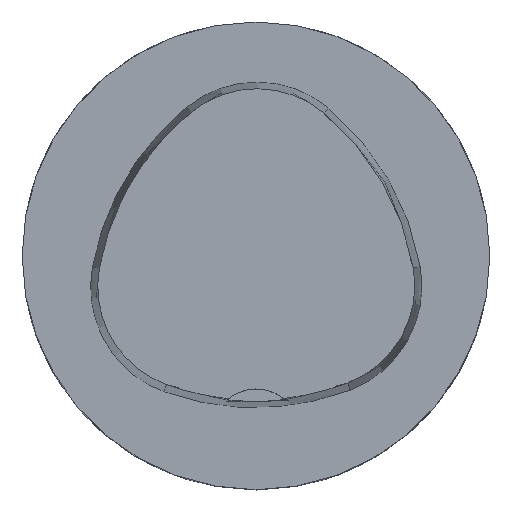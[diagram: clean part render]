
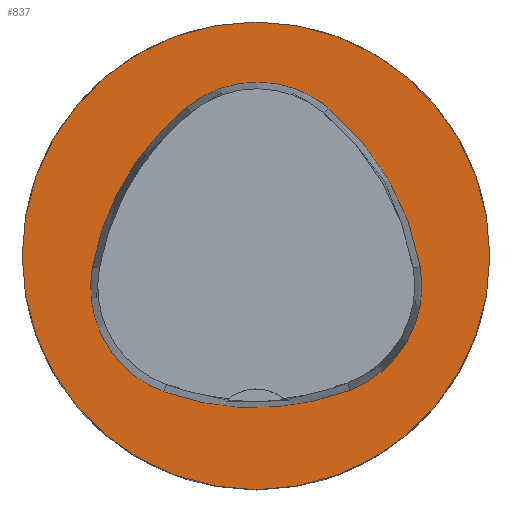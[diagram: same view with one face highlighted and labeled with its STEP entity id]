
A CAD part, top view. The second image highlights one B-rep face of the part: STEP entity #837.
In plain terms, the highlighted planar face has unit normal (0, 0, 1).
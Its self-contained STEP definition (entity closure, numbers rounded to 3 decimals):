
#250=FACE_BOUND('',#1804,.T.);
#251=FACE_BOUND('',#1805,.T.);
#383=CIRCLE('',#7016,31.5);
#384=CIRCLE('',#7022,36.);
#386=CIRCLE('',#7025,15.);
#388=CIRCLE('',#7028,36.);
#390=CIRCLE('',#7031,15.);
#394=CIRCLE('',#7036,36.);
#396=CIRCLE('',#7039,15.);
#837=ADVANCED_FACE('',(#250,#251),#1183,.T.);
#1183=PLANE('',#7044);
#1804=EDGE_LOOP('',(#2895,#2896,#2897,#2898,#2899,#2900));
#1805=EDGE_LOOP('',(#2901));
#2895=ORIENTED_EDGE('',*,*,#5224,.T.);
#2896=ORIENTED_EDGE('',*,*,#5204,.T.);
#2897=ORIENTED_EDGE('',*,*,#5208,.T.);
#2898=ORIENTED_EDGE('',*,*,#5211,.T.);
#2899=ORIENTED_EDGE('',*,*,#5214,.T.);
#2900=ORIENTED_EDGE('',*,*,#5222,.T.);
#2901=ORIENTED_EDGE('',*,*,#5195,.F.);
#4348=VERTEX_POINT('',#10903);
#4357=VERTEX_POINT('',#10922);
#4358=VERTEX_POINT('',#10923);
#4361=VERTEX_POINT('',#10931);
#4363=VERTEX_POINT('',#10937);
#4365=VERTEX_POINT('',#10943);
#4372=VERTEX_POINT('',#10964);
#5195=EDGE_CURVE('',#4348,#4348,#383,.T.);
#5204=EDGE_CURVE('',#4357,#4358,#384,.T.);
#5208=EDGE_CURVE('',#4358,#4361,#386,.T.);
#5211=EDGE_CURVE('',#4361,#4363,#388,.T.);
#5214=EDGE_CURVE('',#4363,#4365,#390,.T.);
#5222=EDGE_CURVE('',#4365,#4372,#394,.T.);
#5224=EDGE_CURVE('',#4372,#4357,#396,.T.);
#7016=AXIS2_PLACEMENT_3D('',#10902,#8157,#8158);
#7022=AXIS2_PLACEMENT_3D('',#10921,#8173,#8174);
#7025=AXIS2_PLACEMENT_3D('',#10930,#8181,#8182);
#7028=AXIS2_PLACEMENT_3D('',#10936,#8188,#8189);
#7031=AXIS2_PLACEMENT_3D('',#10942,#8195,#8196);
#7036=AXIS2_PLACEMENT_3D('',#10965,#8207,#8208);
#7039=AXIS2_PLACEMENT_3D('',#10968,#8213,#8214);
#7044=AXIS2_PLACEMENT_3D('',#10973,#8223,#8224);
#8157=DIRECTION('',(0.,0.,-1.));
#8158=DIRECTION('',(-1.,0.,0.));
#8173=DIRECTION('',(0.,0.,-1.));
#8174=DIRECTION('',(-1.,0.,0.));
#8181=DIRECTION('',(0.,0.,-1.));
#8182=DIRECTION('',(-1.,0.,0.));
#8188=DIRECTION('',(0.,0.,-1.));
#8189=DIRECTION('',(-1.,0.,0.));
#8195=DIRECTION('',(0.,0.,-1.));
#8196=DIRECTION('',(-1.,0.,0.));
#8207=DIRECTION('',(0.,0.,-1.));
#8208=DIRECTION('',(-1.,0.,0.));
#8213=DIRECTION('',(0.,0.,-1.));
#8214=DIRECTION('',(-1.,0.,0.));
#8223=DIRECTION('',(0.,0.,1.));
#8224=DIRECTION('',(1.,0.,0.));
#10902=CARTESIAN_POINT('',(0.,0.,0.));
#10903=CARTESIAN_POINT('',(-31.5,0.,0.));
#10921=CARTESIAN_POINT('',(13.398,-7.893,0.));
#10922=CARTESIAN_POINT('',(-22.041,-1.562,0.));
#10923=CARTESIAN_POINT('',(-9.317,20.036,0.));
#10930=CARTESIAN_POINT('',(0.148,8.399,0.));
#10931=CARTESIAN_POINT('',(9.779,19.898,0.));
#10936=CARTESIAN_POINT('',(-13.337,-7.7,0.));
#10937=CARTESIAN_POINT('',(22.122,-1.48,0.));
#10942=CARTESIAN_POINT('',(7.347,-4.071,0.));
#10943=CARTESIAN_POINT('',(12.693,-18.087,0.));
#10964=CARTESIAN_POINT('',(-12.373,-18.307,0.));
#10965=CARTESIAN_POINT('',(-0.137,15.55,0.));
#10968=CARTESIAN_POINT('',(-7.275,-4.2,0.));
#10973=CARTESIAN_POINT('',(0.,0.,0.));
